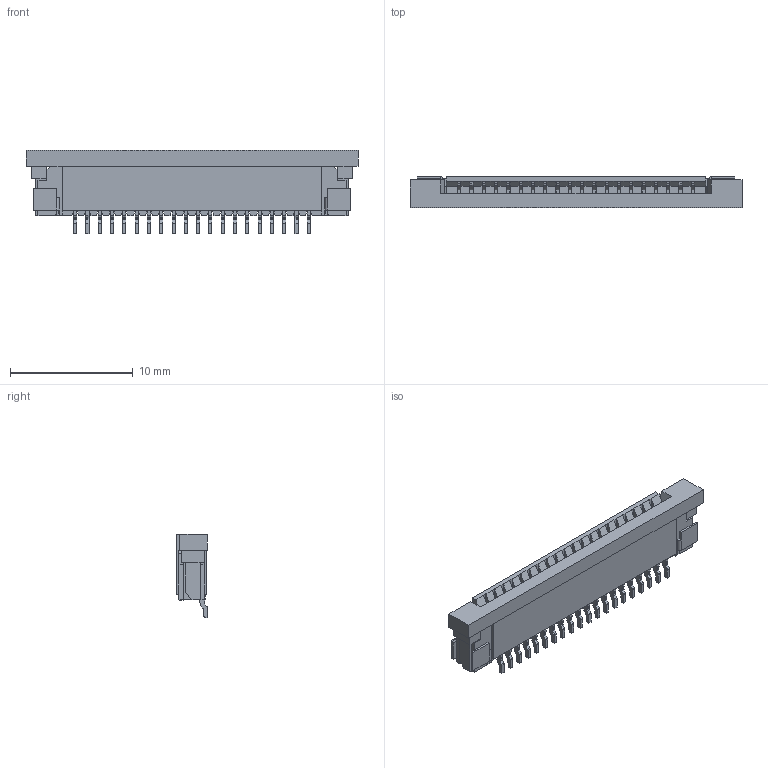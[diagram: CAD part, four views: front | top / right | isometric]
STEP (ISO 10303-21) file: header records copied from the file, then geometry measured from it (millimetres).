
FILE_DESCRIPTION(/* description */ ('STEP AP203'),/* implementation_level */ '2;1');
FILE_NAME(/* name */ 'FFC3B11-20-T',/* time_stamp */ '2024-04-22T09:01:34+02:00',/* author */ ('License CC BY-ND 4.0'),/* organization */ ('CADENAS'),/* preprocessor_version */ 'ST-DEVELOPER v19.3',/* originating_system */ 'PARTsolutions',/* authorisation */ ' ');
FILE_SCHEMA (('CONFIG_CONTROL_DESIGN'));
Length unit declared in the file: millimetre
Products named in the file (5): FFC3B11-20-T; FFC3B11-20_H1; FFC3B11-20_H2; FFC3B11_SC; FFC3B11-T_P
Assembly tree (24 placements, depth 2):
  FFC3B11-20-T
    FFC3B11-20_H1
    FFC3B11-20_H2
    FFC3B11_SC  x2
    FFC3B11-T_P  x20
Bounding box: 27 x 2.52 x 6.75 mm (x, y, z)
Volume: 261.7 mm3; surface area: 1263.2 mm2
Topology: 24 solids, 24 shells, 1795 faces, 5175 edges, 3390 vertices
Faces by surface type: plane 1279, cylinder 516
Entity records: 17591 total; most frequent: ORIENTED_EDGE 3028, CARTESIAN_POINT 3023, DIRECTION 2698, EDGE_CURVE 1514, LINE 1444, VECTOR 1444, VERTEX_POINT 952, AXIS2_PLACEMENT_3D 627
